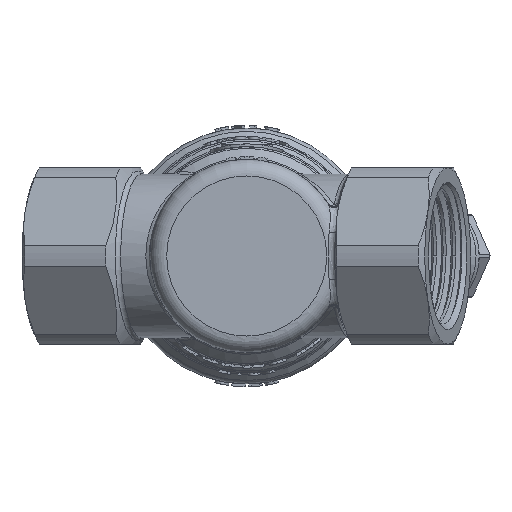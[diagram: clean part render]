
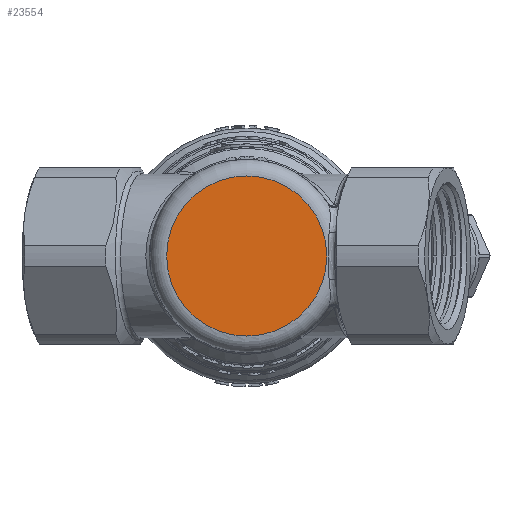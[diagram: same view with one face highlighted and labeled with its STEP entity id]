
A CAD part, front view. The second image highlights one B-rep face of the part: STEP entity #23554.
In plain terms, the highlighted planar face has unit normal (0, -1, 0).
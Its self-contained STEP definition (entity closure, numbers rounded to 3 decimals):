
#873=PLANE('',#25579);
#2617=FACE_OUTER_BOUND('',#4087,.T.);
#4087=EDGE_LOOP('',(#20081));
#5035=CIRCLE('',#25376,14.4);
#10910=VERTEX_POINT('',#54589);
#13985=EDGE_CURVE('',#10910,#10910,#5035,.T.);
#20081=ORIENTED_EDGE('',*,*,#13985,.T.);
#23554=ADVANCED_FACE('',(#2617),#873,.T.);
#25376=AXIS2_PLACEMENT_3D('',#54590,#29490,#29491);
#25579=AXIS2_PLACEMENT_3D('',#61650,#29978,#29979);
#29490=DIRECTION('center_axis',(0.,-1.,0.));
#29491=DIRECTION('ref_axis',(1.,0.,0.));
#29978=DIRECTION('center_axis',(0.,-1.,0.));
#29979=DIRECTION('ref_axis',(1.,0.,0.));
#54589=CARTESIAN_POINT('',(-14.4,0.,0.));
#54590=CARTESIAN_POINT('Origin',(0.,0.,
0.));
#61650=CARTESIAN_POINT('Origin',(14.4,0.,0.));
